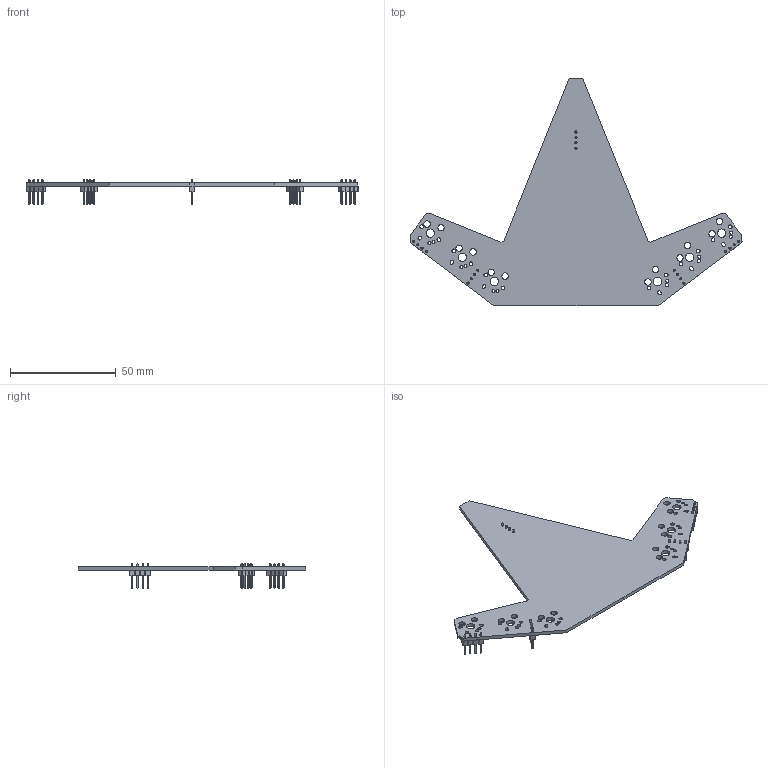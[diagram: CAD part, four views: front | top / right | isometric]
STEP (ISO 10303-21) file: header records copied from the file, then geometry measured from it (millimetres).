
FILE_DESCRIPTION(('KiCad electronic assembly'),'2;1');
FILE_NAME('ThumbsUp.step','2023-05-27T22:03:52',('An Author'),( 'A Company'),'Open CASCADE STEP processor 6.9', 'KiCad to STEP converter','Unknown');
FILE_SCHEMA(('AUTOMOTIVE_DESIGN { 1 0 10303 214 1 1 1 1 }'));
Length unit declared in the file: millimetre
Products named in the file (4): Open CASCADE STEP translator 6.9 1; PinHeader_1x04_P2.54mm_Vertical; SOLID; COMPOUND
Assembly tree (7 placements, depth 3):
  Open CASCADE STEP translator 6.9 1
    PinHeader_1x04_P2.54mm_Vertical  x5
      SOLID
    COMPOUND
Bounding box: 157.29 x 107.62 x 11.54 mm (x, y, z)
Volume: 11378.4 mm3; surface area: 16153.8 mm2
Topology: 6 solids, 6 shells, 602 faces, 1490 edges, 940 vertices
Faces by surface type: plane 522, cylinder 80
Full cylindrical faces by diameter (mm): 1 x20, 1.47 x12, 1.75 x12, 3 x12, 3.988 x6
Entity records: 14804 total; most frequent: CARTESIAN_POINT 3156, DIRECTION 2010, LINE 1270, VECTOR 1270, ORIENTED_EDGE 1076, PCURVE 1076, DEFINITIONAL_REPRESENTATION 1076, EDGE_CURVE 538
